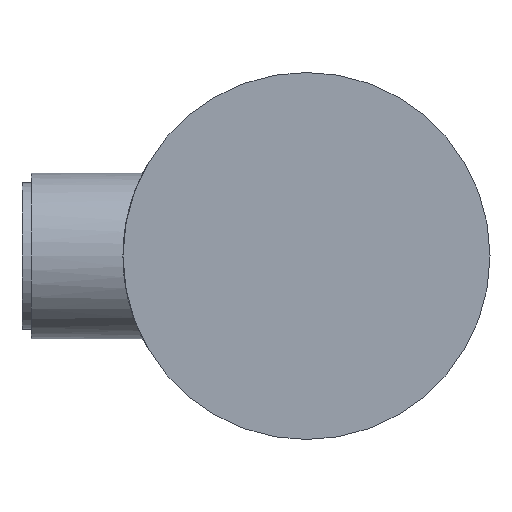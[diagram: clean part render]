
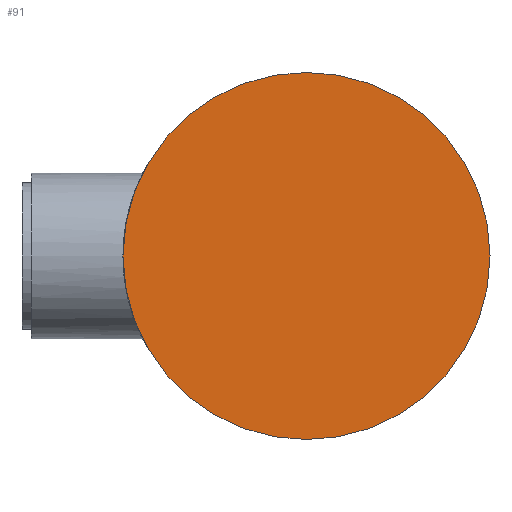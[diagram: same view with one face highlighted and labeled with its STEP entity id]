
A CAD part, left-side view. The second image highlights one B-rep face of the part: STEP entity #91.
In plain terms, the highlighted planar face has unit normal (-1, 0, 0).
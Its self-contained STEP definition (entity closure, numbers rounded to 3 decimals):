
#2 = CARTESIAN_POINT ( 'NONE',  ( 0., 100., 0. ) ) ;
#54 = CARTESIAN_POINT ( 'NONE',  ( 0., 0., 0. ) ) ;
#64 = ORIENTED_EDGE ( 'NONE', *, *, #461, .F. ) ;
#67 = VERTEX_POINT ( 'NONE', #2 ) ;
#76 = EDGE_LOOP ( 'NONE', ( #150, #64, #267 ) ) ;
#91 = ADVANCED_FACE ( 'NONE', ( #240 ), #236, .F. ) ;
#117 = DIRECTION ( 'NONE',  ( 0., 0., -1. ) ) ;
#120 = DIRECTION ( 'NONE',  ( 0., 0., -1. ) ) ;
#150 = ORIENTED_EDGE ( 'NONE', *, *, #316, .F. ) ;
#157 = AXIS2_PLACEMENT_3D ( 'NONE', #388, #497, #117 ) ;
#161 = DIRECTION ( 'NONE',  ( 1., 0., 0. ) ) ;
#184 = AXIS2_PLACEMENT_3D ( 'NONE', #266, #459, #120 ) ;
#210 = VERTEX_POINT ( 'NONE', #222 ) ;
#213 = DIRECTION ( 'NONE',  ( 1., 0., 0. ) ) ;
#215 = VERTEX_POINT ( 'NONE', #372 ) ;
#216 = DIRECTION ( 'NONE',  ( 0., 0., -1. ) ) ;
#222 = CARTESIAN_POINT ( 'NONE',  ( 0., 0., -100. ) ) ;
#236 = PLANE ( 'NONE',  #397 ) ;
#238 = DIRECTION ( 'NONE',  ( 0., 0., -1. ) ) ;
#240 = FACE_OUTER_BOUND ( 'NONE', #76, .T. ) ;
#266 = CARTESIAN_POINT ( 'NONE',  ( 0., 0., 0. ) ) ;
#267 = ORIENTED_EDGE ( 'NONE', *, *, #333, .F. ) ;
#306 = CIRCLE ( 'NONE', #157, 100. ) ;
#316 = EDGE_CURVE ( 'NONE', #67, #215, #370, .T. ) ;
#322 = CIRCLE ( 'NONE', #369, 100. ) ;
#333 = EDGE_CURVE ( 'NONE', #215, #210, #306, .T. ) ;
#369 = AXIS2_PLACEMENT_3D ( 'NONE', #54, #213, #216 ) ;
#370 = CIRCLE ( 'NONE', #184, 100. ) ;
#372 = CARTESIAN_POINT ( 'NONE',  ( 0., 0., 100. ) ) ;
#388 = CARTESIAN_POINT ( 'NONE',  ( 0., 0., 0. ) ) ;
#397 = AXIS2_PLACEMENT_3D ( 'NONE', #428, #161, #238 ) ;
#428 = CARTESIAN_POINT ( 'NONE',  ( 0., 0., 0. ) ) ;
#459 = DIRECTION ( 'NONE',  ( 1., 0., 0. ) ) ;
#461 = EDGE_CURVE ( 'NONE', #210, #67, #322, .T. ) ;
#497 = DIRECTION ( 'NONE',  ( 1., 0., 0. ) ) ;
